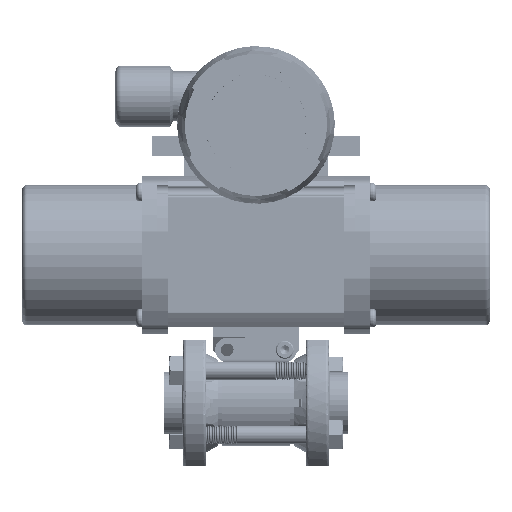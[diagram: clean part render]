
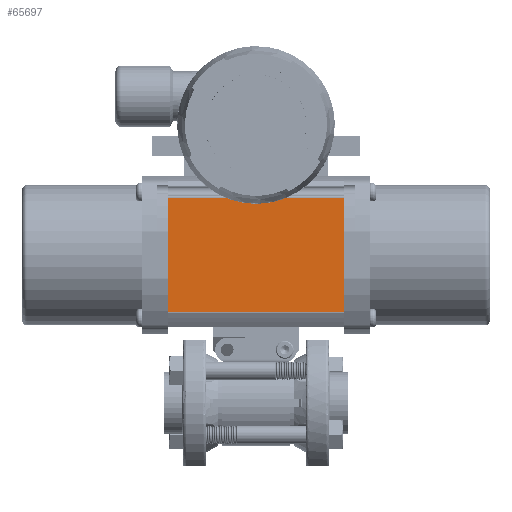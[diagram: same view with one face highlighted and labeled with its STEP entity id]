
A CAD part, top view. The second image highlights one B-rep face of the part: STEP entity #65697.
In plain terms, the highlighted planar face has unit normal (0, 0, 1).
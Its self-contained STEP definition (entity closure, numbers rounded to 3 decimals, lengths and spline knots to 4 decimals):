
#7307 = DIRECTION ( 'NONE',  ( 1., 0., 0. ) ) ;
#8022 = VECTOR ( 'NONE', #186895, 39.3701 ) ;
#13042 = CARTESIAN_POINT ( 'NONE',  ( -5.0403, 3.5694, 1.17 ) ) ;
#17652 = CARTESIAN_POINT ( 'NONE',  ( -5.0403, 3.5621, 1.17 ) ) ;
#20645 = ORIENTED_EDGE ( 'NONE', *, *, #101831, .T. ) ;
#21208 = CARTESIAN_POINT ( 'NONE',  ( 1.5275, 1.5679, 1.17 ) ) ;
#23534 = EDGE_LOOP ( 'NONE', ( #43668, #20645, #101939, #39025 ) ) ;
#23848 = VERTEX_POINT ( 'NONE', #94537 ) ;
#35328 = CARTESIAN_POINT ( 'NONE',  ( 1.5275, 3.5621, 1.17 ) ) ;
#39025 = ORIENTED_EDGE ( 'NONE', *, *, #80182, .T. ) ;
#43668 = ORIENTED_EDGE ( 'NONE', *, *, #135653, .F. ) ;
#48051 = AXIS2_PLACEMENT_3D ( 'NONE', #13042, #80588, #148904 ) ;
#65697 = ADVANCED_FACE ( 'NONE', ( #65990 ), #97692, .F. ) ;
#65990 = FACE_OUTER_BOUND ( 'NONE', #23534, .T. ) ;
#71468 = DIRECTION ( 'NONE',  ( 0., 1., 0. ) ) ;
#72231 = LINE ( 'NONE', #173172, #112079 ) ;
#78871 = LINE ( 'NONE', #109092, #214227 ) ;
#80182 = EDGE_CURVE ( 'NONE', #182954, #199064, #78871, .T. ) ;
#80588 = DIRECTION ( 'NONE',  ( 0., 0., -1. ) ) ;
#81408 = VECTOR ( 'NONE', #108981, 39.3701 ) ;
#84792 = EDGE_CURVE ( 'NONE', #182954, #23848, #72231, .T. ) ;
#91828 = CARTESIAN_POINT ( 'NONE',  ( 1.5275, 3.5694, 1.17 ) ) ;
#94537 = CARTESIAN_POINT ( 'NONE',  ( -1.5275, 3.5621, 1.17 ) ) ;
#97692 = PLANE ( 'NONE',  #48051 ) ;
#101831 = EDGE_CURVE ( 'NONE', #164959, #23848, #114399, .T. ) ;
#101939 = ORIENTED_EDGE ( 'NONE', *, *, #84792, .F. ) ;
#108981 = DIRECTION ( 'NONE',  ( 0., -1., 0. ) ) ;
#109092 = CARTESIAN_POINT ( 'NONE',  ( -5.0403, 1.5679, 1.17 ) ) ;
#112079 = VECTOR ( 'NONE', #71468, 39.3701 ) ;
#114399 = LINE ( 'NONE', #17652, #8022 ) ;
#135653 = EDGE_CURVE ( 'NONE', #164959, #199064, #171830, .T. ) ;
#148904 = DIRECTION ( 'NONE',  ( 0., -1., 0. ) ) ;
#164959 = VERTEX_POINT ( 'NONE', #35328 ) ;
#171830 = LINE ( 'NONE', #91828, #81408 ) ;
#173172 = CARTESIAN_POINT ( 'NONE',  ( -1.5275, 3.5694, 1.17 ) ) ;
#182954 = VERTEX_POINT ( 'NONE', #201963 ) ;
#186895 = DIRECTION ( 'NONE',  ( -1., 0., 0. ) ) ;
#199064 = VERTEX_POINT ( 'NONE', #21208 ) ;
#201963 = CARTESIAN_POINT ( 'NONE',  ( -1.5275, 1.5679, 1.17 ) ) ;
#214227 = VECTOR ( 'NONE', #7307, 39.3701 ) ;
